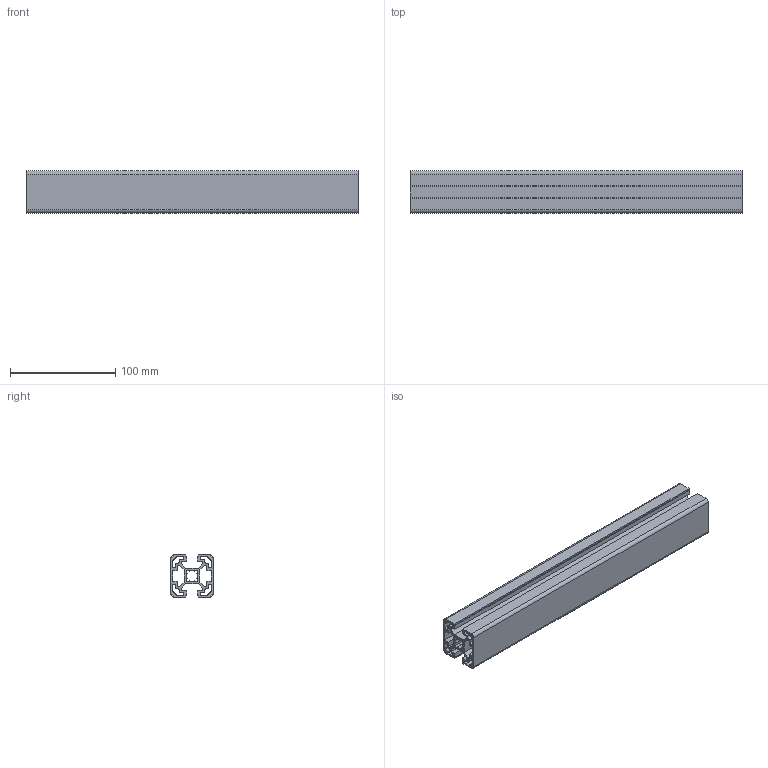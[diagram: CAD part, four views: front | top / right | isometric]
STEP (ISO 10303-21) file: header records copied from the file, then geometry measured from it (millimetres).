
FILE_DESCRIPTION(('FreeCAD Model'),'2;1');
FILE_NAME( 'short_lower.step', '2017-03-03T22:17:57',('Author'),(''), 'Open CASCADE STEP processor 6.9','FreeCAD','Unknown');
FILE_SCHEMA(('AUTOMOTIVE_DESIGN_CC2 { 1 2 10303 214 -1 1 5 4 }'));
Length unit declared in the file: millimetre
Products named in the file (2): ASSEMBLY; lower_left
Assembly tree (1 placements, depth 2):
  ASSEMBLY
    lower_left
Bounding box: 315 x 40 x 40 mm (x, y, z)
Volume: 187690.9 mm3; surface area: 173099.4 mm2
Topology: 1 solids, 1 shells, 129 faces, 381 edges, 254 vertices
Faces by surface type: plane 102, cylinder 27
Entity records: 9289 total; most frequent: CARTESIAN_POINT 1528, DIRECTION 1459, LINE 1035, VECTOR 1035, ORIENTED_EDGE 762, PCURVE 762, DEFINITIONAL_REPRESENTATION 762, EDGE_CURVE 381
